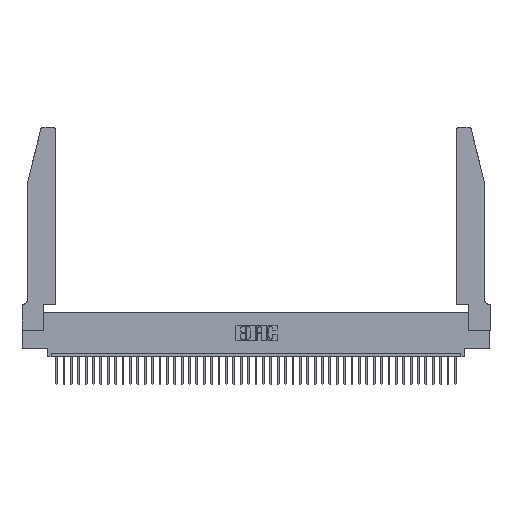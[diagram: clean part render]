
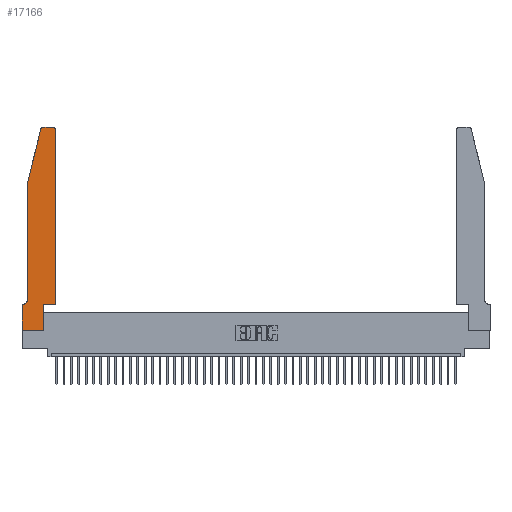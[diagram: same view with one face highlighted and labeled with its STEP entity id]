
A CAD part, top view. The second image highlights one B-rep face of the part: STEP entity #17166.
In plain terms, the highlighted planar face has unit normal (0, 0, 1).
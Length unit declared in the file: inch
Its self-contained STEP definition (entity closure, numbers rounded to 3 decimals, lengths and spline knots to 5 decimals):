
#141 = EDGE_CURVE ( 'NONE', #38085, #20014, #25422, .T. ) ;
#1597 = ORIENTED_EDGE ( 'NONE', *, *, #37366, .T. ) ;
#1626 = DIRECTION ( 'NONE',  ( 1., 0., 0. ) ) ;
#1727 = VERTEX_POINT ( 'NONE', #20977 ) ;
#1791 = AXIS2_PLACEMENT_3D ( 'NONE', #32057, #42685, #25639 ) ;
#2152 = CARTESIAN_POINT ( 'NONE',  ( 0.0755, 2., 0.37 ) ) ;
#2667 = CARTESIAN_POINT ( 'NONE',  ( 0.4505, 2.72, 0.37 ) ) ;
#2964 = CARTESIAN_POINT ( 'NONE',  ( 0., 0.35, 0.37 ) ) ;
#3402 = CARTESIAN_POINT ( 'NONE',  ( 0.0755, 2., 0.37 ) ) ;
#3553 = CARTESIAN_POINT ( 'NONE',  ( 0.0055, 0.42, 0.37 ) ) ;
#3887 = VERTEX_POINT ( 'NONE', #31700 ) ;
#4893 = LINE ( 'NONE', #32337, #15075 ) ;
#5348 = CARTESIAN_POINT ( 'NONE',  ( 0.4505, 0.35, 0.37 ) ) ;
#5484 = CARTESIAN_POINT ( 'NONE',  ( 0.284, 2.75, 0.37 ) ) ;
#6600 = VERTEX_POINT ( 'NONE', #28700 ) ;
#6645 = ORIENTED_EDGE ( 'NONE', *, *, #32658, .T. ) ;
#7118 = VECTOR ( 'NONE', #18549, 39.37008 ) ;
#7124 = EDGE_CURVE ( 'NONE', #30307, #39480, #4893, .T. ) ;
#7435 = VECTOR ( 'NONE', #26457, 39.37008 ) ;
#9280 = VERTEX_POINT ( 'NONE', #5484 ) ;
#9366 = EDGE_CURVE ( 'NONE', #9280, #21365, #34315, .T. ) ;
#10145 = VECTOR ( 'NONE', #38890, 39.37008 ) ;
#11719 = DIRECTION ( 'NONE',  ( -1., 0., 0. ) ) ;
#14584 = DIRECTION ( 'NONE',  ( 0., 0., 1. ) ) ;
#14852 = CARTESIAN_POINT ( 'NONE',  ( 0.0755, 0.35, 0.37 ) ) ;
#14973 = VECTOR ( 'NONE', #11719, 39.37008 ) ;
#15075 = VECTOR ( 'NONE', #42295, 39.37008 ) ;
#15822 = ORIENTED_EDGE ( 'NONE', *, *, #42507, .T. ) ;
#16830 = LINE ( 'NONE', #28749, #7118 ) ;
#17158 = LINE ( 'NONE', #21124, #14973 ) ;
#17166 = ADVANCED_FACE ( 'NONE', ( #34670 ), #35456, .T. ) ;
#17402 = CARTESIAN_POINT ( 'NONE',  ( 0.2865, 0., 0.37 ) ) ;
#17435 = CIRCLE ( 'NONE', #31111, 0.07 ) ;
#17622 = LINE ( 'NONE', #19851, #7435 ) ;
#18549 = DIRECTION ( 'NONE',  ( 0., -1., 0. ) ) ;
#18729 = AXIS2_PLACEMENT_3D ( 'NONE', #35318, #14584, #24635 ) ;
#18888 = CARTESIAN_POINT ( 'NONE',  ( 0.284, 2.72, 0.37 ) ) ;
#18895 = EDGE_LOOP ( 'NONE', ( #43552, #25494, #31240, #25201, #6645, #29085, #40765, #34185, #1597, #15822, #32319, #41890 ) ) ;
#19851 = CARTESIAN_POINT ( 'NONE',  ( 0.2865, 0.35, 0.37 ) ) ;
#20014 = VERTEX_POINT ( 'NONE', #39093 ) ;
#20232 = VECTOR ( 'NONE', #41564, 39.37008 ) ;
#20320 = EDGE_CURVE ( 'NONE', #36888, #24038, #16830, .T. ) ;
#20977 = CARTESIAN_POINT ( 'NONE',  ( 0.2865, 0.35, 0.37 ) ) ;
#21124 = CARTESIAN_POINT ( 'NONE',  ( 0.2605, 2.75, 0.37 ) ) ;
#21365 = VERTEX_POINT ( 'NONE', #30573 ) ;
#22216 = DIRECTION ( 'NONE',  ( 0., 0., 1. ) ) ;
#22502 = EDGE_CURVE ( 'NONE', #3887, #9280, #17158, .T. ) ;
#22579 = DIRECTION ( 'NONE',  ( 1., 0., 0. ) ) ;
#24038 = VERTEX_POINT ( 'NONE', #24786 ) ;
#24635 = DIRECTION ( 'NONE',  ( 1., 0., 0. ) ) ;
#24786 = CARTESIAN_POINT ( 'NONE',  ( 0., 0., 0.37 ) ) ;
#24812 = CARTESIAN_POINT ( 'NONE',  ( 0., 0., 0.37 ) ) ;
#25201 = ORIENTED_EDGE ( 'NONE', *, *, #141, .T. ) ;
#25422 = LINE ( 'NONE', #3402, #36773 ) ;
#25494 = ORIENTED_EDGE ( 'NONE', *, *, #9366, .T. ) ;
#25639 = DIRECTION ( 'NONE',  ( 1., 0., 0. ) ) ;
#26217 = EDGE_CURVE ( 'NONE', #21365, #38085, #27908, .T. ) ;
#26457 = DIRECTION ( 'NONE',  ( 0., 1., 0. ) ) ;
#27908 = LINE ( 'NONE', #30483, #31154 ) ;
#28512 = DIRECTION ( 'NONE',  ( 0., -1., 0. ) ) ;
#28651 = VERTEX_POINT ( 'NONE', #17402 ) ;
#28700 = CARTESIAN_POINT ( 'NONE',  ( 0.0055, 0.35, 0.37 ) ) ;
#28749 = CARTESIAN_POINT ( 'NONE',  ( 0., 0., 0.37 ) ) ;
#28764 = LINE ( 'NONE', #24812, #20232 ) ;
#28839 = LINE ( 'NONE', #14852, #10145 ) ;
#29085 = ORIENTED_EDGE ( 'NONE', *, *, #37679, .T. ) ;
#30222 = CIRCLE ( 'NONE', #1791, 0.03 ) ;
#30307 = VERTEX_POINT ( 'NONE', #37021 ) ;
#30483 = CARTESIAN_POINT ( 'NONE',  ( 0.0755, 2., 0.37 ) ) ;
#30573 = CARTESIAN_POINT ( 'NONE',  ( 0.25487, 2.72718, 0.37 ) ) ;
#31111 = AXIS2_PLACEMENT_3D ( 'NONE', #3553, #37517, #40977 ) ;
#31154 = VECTOR ( 'NONE', #37459, 39.37008 ) ;
#31240 = ORIENTED_EDGE ( 'NONE', *, *, #26217, .T. ) ;
#31700 = CARTESIAN_POINT ( 'NONE',  ( 0.4205, 2.75, 0.37 ) ) ;
#31774 = EDGE_CURVE ( 'NONE', #24038, #28651, #28764, .T. ) ;
#32057 = CARTESIAN_POINT ( 'NONE',  ( 0.4205, 2.72, 0.37 ) ) ;
#32319 = ORIENTED_EDGE ( 'NONE', *, *, #7124, .T. ) ;
#32337 = CARTESIAN_POINT ( 'NONE',  ( 0.4505, 0.35, 0.37 ) ) ;
#32658 = EDGE_CURVE ( 'NONE', #20014, #6600, #17435, .T. ) ;
#33712 = EDGE_CURVE ( 'NONE', #39480, #3887, #30222, .T. ) ;
#34185 = ORIENTED_EDGE ( 'NONE', *, *, #31774, .T. ) ;
#34315 = CIRCLE ( 'NONE', #37026, 0.03 ) ;
#34670 = FACE_OUTER_BOUND ( 'NONE', #18895, .T. ) ;
#35318 = CARTESIAN_POINT ( 'NONE',  ( 0., 0.35, 0.37 ) ) ;
#35456 = PLANE ( 'NONE',  #18729 ) ;
#36602 = VECTOR ( 'NONE', #22579, 39.37008 ) ;
#36773 = VECTOR ( 'NONE', #28512, 39.37008 ) ;
#36888 = VERTEX_POINT ( 'NONE', #2964 ) ;
#37021 = CARTESIAN_POINT ( 'NONE',  ( 0.4505, 0.35, 0.37 ) ) ;
#37026 = AXIS2_PLACEMENT_3D ( 'NONE', #18888, #22216, #1626 ) ;
#37366 = EDGE_CURVE ( 'NONE', #28651, #1727, #17622, .T. ) ;
#37459 = DIRECTION ( 'NONE',  ( -0.239, -0.971, 0. ) ) ;
#37517 = DIRECTION ( 'NONE',  ( 0., 0., -1. ) ) ;
#37679 = EDGE_CURVE ( 'NONE', #6600, #36888, #28839, .T. ) ;
#38085 = VERTEX_POINT ( 'NONE', #2152 ) ;
#38890 = DIRECTION ( 'NONE',  ( -1., 0., 0. ) ) ;
#39093 = CARTESIAN_POINT ( 'NONE',  ( 0.0755, 0.42, 0.37 ) ) ;
#39480 = VERTEX_POINT ( 'NONE', #2667 ) ;
#40361 = LINE ( 'NONE', #5348, #36602 ) ;
#40765 = ORIENTED_EDGE ( 'NONE', *, *, #20320, .T. ) ;
#40977 = DIRECTION ( 'NONE',  ( -1., 0., 0. ) ) ;
#41564 = DIRECTION ( 'NONE',  ( 1., 0., 0. ) ) ;
#41890 = ORIENTED_EDGE ( 'NONE', *, *, #33712, .T. ) ;
#42295 = DIRECTION ( 'NONE',  ( 0., 1., 0. ) ) ;
#42507 = EDGE_CURVE ( 'NONE', #1727, #30307, #40361, .T. ) ;
#42685 = DIRECTION ( 'NONE',  ( 0., 0., 1. ) ) ;
#43552 = ORIENTED_EDGE ( 'NONE', *, *, #22502, .T. ) ;
